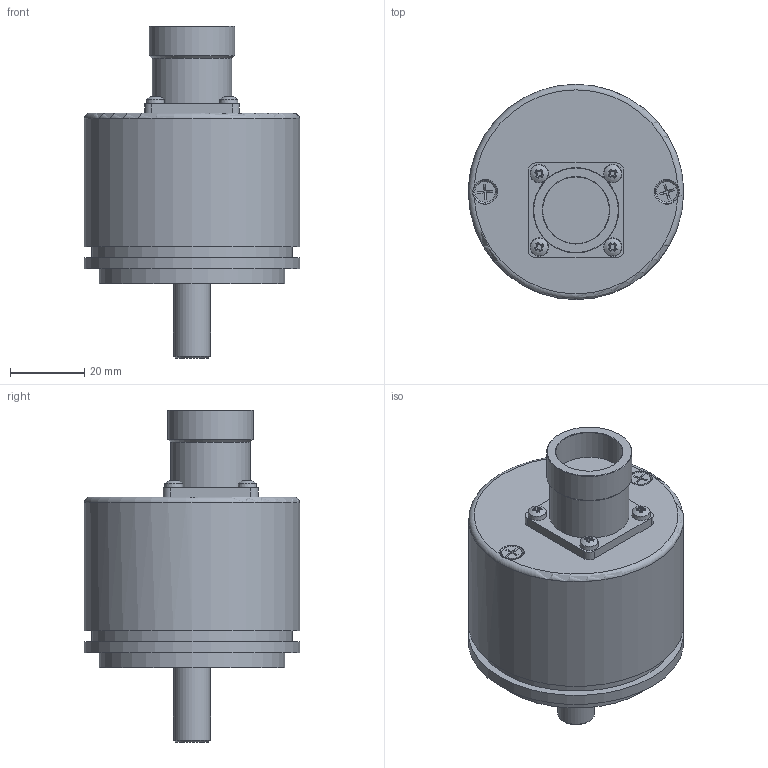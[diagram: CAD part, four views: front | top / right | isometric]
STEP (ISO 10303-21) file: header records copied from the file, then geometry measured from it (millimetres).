
FILE_DESCRIPTION((''),'2;1');
FILE_NAME('58CxxxxS4.stp','2009-11-04T10:44:42',('TP'),(''),'Autodesk Inventor 2008','Autodesk Inventor 2008','');
FILE_SCHEMA(('AUTOMOTIVE_DESIGN { 1 0 10303 214 1 1 1 1 }'));
Length unit declared in the file: millimetre
Products named in the file (1): 58CxxxxS4
Bounding box: 58 x 58 x 89.5 mm (x, y, z)
Volume: 55757.6 mm3; surface area: 39935.2 mm2
Topology: 1 solids, 7 shells, 467 faces, 1143 edges, 708 vertices
Faces by surface type: plane 171, cone 114, cylinder 84, bspline 49, torus 29, sphere 20
Full cylindrical faces by diameter (mm): 0.5 x1, 2.013 x3, 2.275 x4, 2.459 x2, 2.5 x8, 2.7 x4, 3 x4, 3.242 x3, 5.5 x2, 9.2 x1, 10 x3, 12.7 x1, 13 x1, 14.8 x6, 16.7 x1, 18 x2, 20 x1, 21.4 x4, 21.5 x1, 22.6 x8, 23 x2, 25.85 x1, 50 x1, 53.5 x1, 54 x1, 56 x2, 56.05 x1, 58 x2
Entity records: 18105 total; most frequent: CARTESIAN_POINT 8232, DIRECTION 2110, ORIENTED_EDGE 1704, AXIS2_PLACEMENT_3D 927, EDGE_CURVE 852, EDGE_LOOP 717, VERTEX_POINT 615, CIRCLE 496
